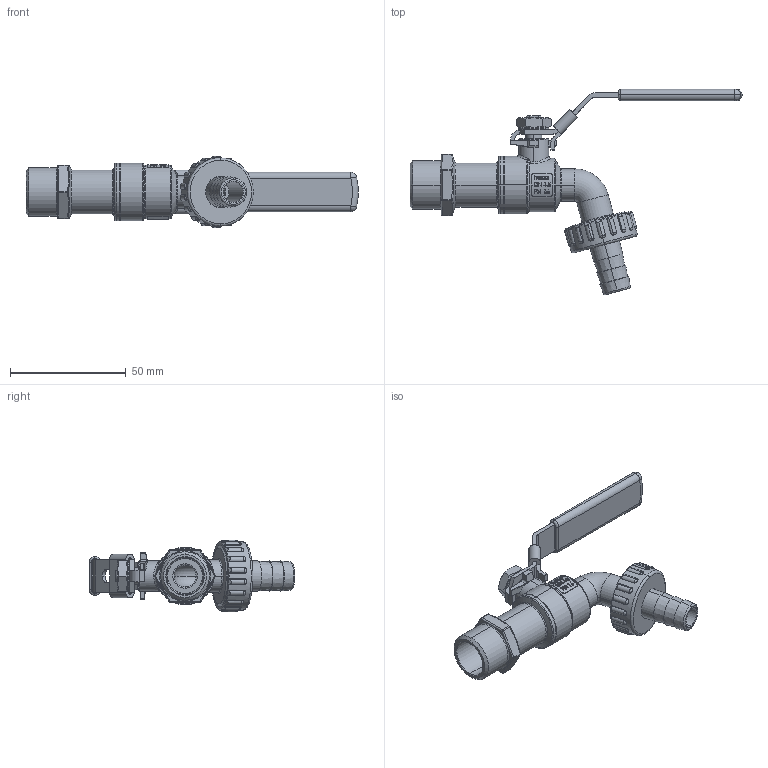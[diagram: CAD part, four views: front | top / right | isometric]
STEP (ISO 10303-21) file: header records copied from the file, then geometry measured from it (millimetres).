
FILE_DESCRIPTION (( 'STEP AP214' ), '1' );
FILE_NAME ('AH-012-0KU-4 Kugelauslaufhahn mit Tülle 1712.STEP', '2017-12-08T13:40:12', ( '' ), ( '' ), 'SwSTEP 2.0', 'SolidWorks 2016', '' );
FILE_SCHEMA (( 'AUTOMOTIVE_DESIGN' ));
Length unit declared in the file: millimetre
Products named in the file (1): AH-012-0KU-4 Kugelauslaufhahn mit Tülle 1712
Bounding box: 143.42 x 88.82 x 30.9 mm (x, y, z)
Volume: 32199.6 mm3; surface area: 21295.9 mm2
Topology: 2 solids, 2 shells, 916 faces, 2324 edges, 1436 vertices
Faces by surface type: plane 278, cylinder 247, bspline 218, torus 92, cone 49, sphere 32
Entity records: 47874 total; most frequent: CARTESIAN_POINT 17431, ORIENTED_EDGE 4596, DIRECTION 3713, EDGE_CURVE 2298, VERTEX_POINT 1432, AXIS2_PLACEMENT_3D 1374, EDGE_LOOP 972, LINE 965
